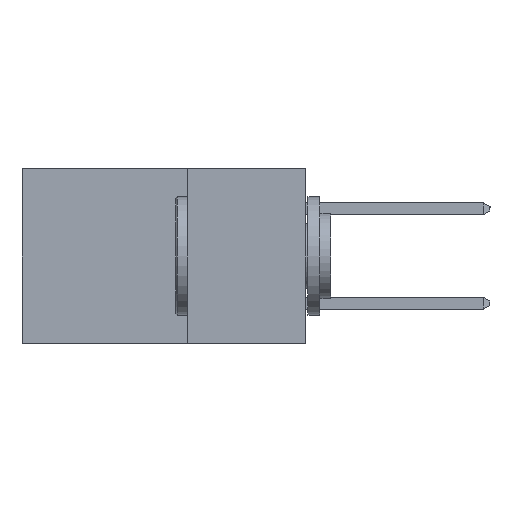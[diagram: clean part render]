
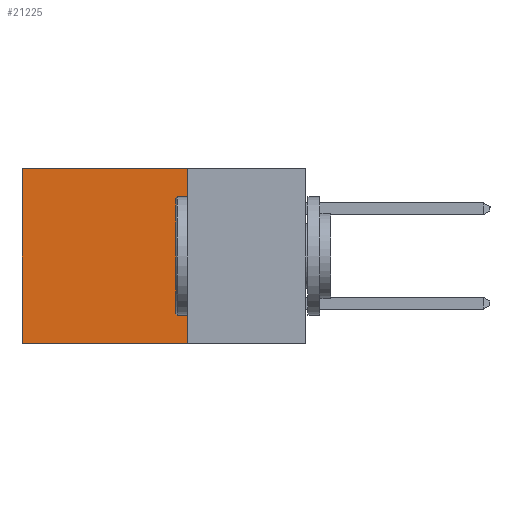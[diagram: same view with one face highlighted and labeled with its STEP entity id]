
A CAD part, left-side view. The second image highlights one B-rep face of the part: STEP entity #21225.
In plain terms, the highlighted planar face has unit normal (-1, 0, 0).
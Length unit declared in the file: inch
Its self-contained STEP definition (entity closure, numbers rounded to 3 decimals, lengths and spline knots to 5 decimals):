
#36 = CARTESIAN_POINT ( 'NONE',  ( 0.2615, 0.25, -0.37 ) ) ;
#1215 = ORIENTED_EDGE ( 'NONE', *, *, #2195, .F. ) ;
#1292 = EDGE_CURVE ( 'NONE', #20997, #1870, #9209, .T. ) ;
#1870 = VERTEX_POINT ( 'NONE', #17334 ) ;
#2184 = VECTOR ( 'NONE', #9770, 39.37008 ) ;
#2195 = EDGE_CURVE ( 'NONE', #15294, #8057, #11370, .T. ) ;
#2219 = ORIENTED_EDGE ( 'NONE', *, *, #6832, .T. ) ;
#2511 = ORIENTED_EDGE ( 'NONE', *, *, #20047, .F. ) ;
#2692 = DIRECTION ( 'NONE',  ( 1., 0., 0. ) ) ;
#4299 = PLANE ( 'NONE',  #8975 ) ;
#4455 = CARTESIAN_POINT ( 'NONE',  ( 0.2615, 0.6, -0.37 ) ) ;
#4741 = LINE ( 'NONE', #6572, #18344 ) ;
#5233 = CARTESIAN_POINT ( 'NONE',  ( 0.2615, 0.25, 0. ) ) ;
#5679 = DIRECTION ( 'NONE',  ( 0., 1., 0. ) ) ;
#6572 = CARTESIAN_POINT ( 'NONE',  ( 0.2615, 0.6, -0.37 ) ) ;
#6832 = EDGE_CURVE ( 'NONE', #1870, #8057, #4741, .T. ) ;
#8057 = VERTEX_POINT ( 'NONE', #4455 ) ;
#8623 = DIRECTION ( 'NONE',  ( 0., 0., -1. ) ) ;
#8975 = AXIS2_PLACEMENT_3D ( 'NONE', #18327, #2692, #21890 ) ;
#9209 = LINE ( 'NONE', #15949, #14838 ) ;
#9770 = DIRECTION ( 'NONE',  ( 0., 1., 0. ) ) ;
#10790 = LINE ( 'NONE', #36, #11477 ) ;
#11325 = ORIENTED_EDGE ( 'NONE', *, *, #1292, .T. ) ;
#11370 = LINE ( 'NONE', #16832, #2184 ) ;
#11477 = VECTOR ( 'NONE', #8623, 39.37008 ) ;
#14838 = VECTOR ( 'NONE', #5679, 39.37008 ) ;
#15294 = VERTEX_POINT ( 'NONE', #21775 ) ;
#15949 = CARTESIAN_POINT ( 'NONE',  ( 0.2615, 0.25, 0. ) ) ;
#16609 = FACE_OUTER_BOUND ( 'NONE', #18009, .T. ) ;
#16832 = CARTESIAN_POINT ( 'NONE',  ( 0.2615, 0.25, -0.37 ) ) ;
#17334 = CARTESIAN_POINT ( 'NONE',  ( 0.2615, 0.6, 0. ) ) ;
#18009 = EDGE_LOOP ( 'NONE', ( #2219, #1215, #2511, #11325 ) ) ;
#18327 = CARTESIAN_POINT ( 'NONE',  ( 0.2615, 0.25, -0.37 ) ) ;
#18344 = VECTOR ( 'NONE', #20391, 39.37008 ) ;
#20047 = EDGE_CURVE ( 'NONE', #20997, #15294, #10790, .T. ) ;
#20391 = DIRECTION ( 'NONE',  ( 0., 0., -1. ) ) ;
#20997 = VERTEX_POINT ( 'NONE', #5233 ) ;
#21225 = ADVANCED_FACE ( 'NONE', ( #16609 ), #4299, .F. ) ;
#21775 = CARTESIAN_POINT ( 'NONE',  ( 0.2615, 0.25, -0.37 ) ) ;
#21890 = DIRECTION ( 'NONE',  ( 0., 0., -1. ) ) ;
